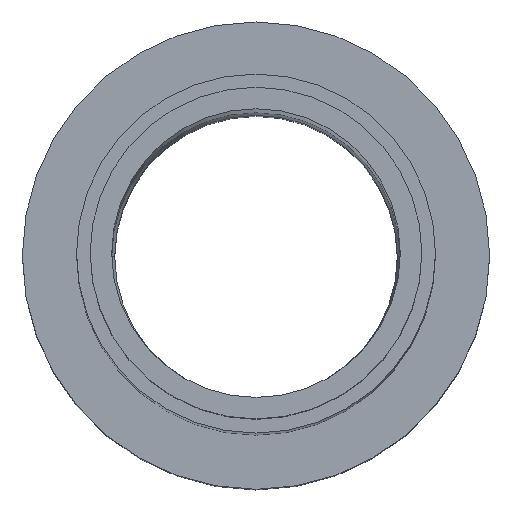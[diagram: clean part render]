
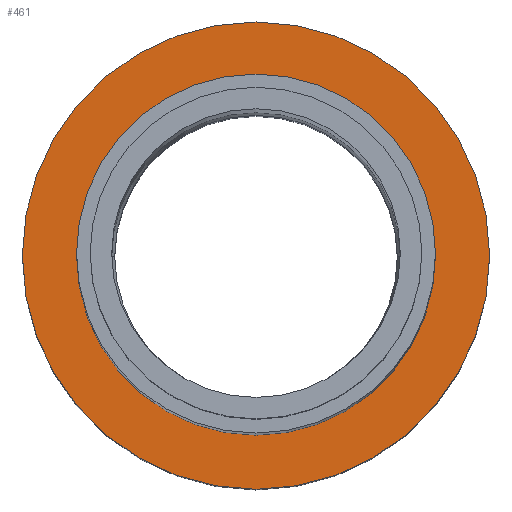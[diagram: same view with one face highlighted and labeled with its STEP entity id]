
A CAD part, top view. The second image highlights one B-rep face of the part: STEP entity #461.
In plain terms, the highlighted planar face has unit normal (0, 0, 1).
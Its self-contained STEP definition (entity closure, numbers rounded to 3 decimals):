
#24 = DIRECTION ( 'NONE',  ( 1., 0., 0. ) ) ;
#28 = EDGE_CURVE ( 'NONE', #597, #343, #575, .T. ) ;
#46 = VERTEX_POINT ( 'NONE', #311 ) ;
#72 = EDGE_CURVE ( 'NONE', #343, #597, #494, .T. ) ;
#81 = AXIS2_PLACEMENT_3D ( 'NONE', #349, #525, #109 ) ;
#101 = CIRCLE ( 'NONE', #81, 32.65 ) ;
#103 = ORIENTED_EDGE ( 'NONE', *, *, #72, .T. ) ;
#109 = DIRECTION ( 'NONE',  ( 1., 0., 0. ) ) ;
#114 = DIRECTION ( 'NONE',  ( 0., 0., 1. ) ) ;
#134 = EDGE_LOOP ( 'NONE', ( #103, #501 ) ) ;
#144 = AXIS2_PLACEMENT_3D ( 'NONE', #570, #154, #344 ) ;
#149 = CARTESIAN_POINT ( 'NONE',  ( 0., 0., -267.5 ) ) ;
#154 = DIRECTION ( 'NONE',  ( 0., 0., -1. ) ) ;
#160 = FACE_OUTER_BOUND ( 'NONE', #134, .T. ) ;
#194 = AXIS2_PLACEMENT_3D ( 'NONE', #149, #340, #517 ) ;
#196 = CIRCLE ( 'NONE', #194, 32.65 ) ;
#206 = VERTEX_POINT ( 'NONE', #464 ) ;
#239 = EDGE_LOOP ( 'NONE', ( #370, #560 ) ) ;
#265 = CARTESIAN_POINT ( 'NONE',  ( 0., 0., -267.5 ) ) ;
#309 = DIRECTION ( 'NONE',  ( 1., 0., 0. ) ) ;
#311 = CARTESIAN_POINT ( 'NONE',  ( -32.65, 0., -267.5 ) ) ;
#324 = EDGE_CURVE ( 'NONE', #206, #46, #196, .T. ) ;
#340 = DIRECTION ( 'NONE',  ( 0., 0., 1. ) ) ;
#343 = VERTEX_POINT ( 'NONE', #477 ) ;
#344 = DIRECTION ( 'NONE',  ( -1., 0., 0. ) ) ;
#349 = CARTESIAN_POINT ( 'NONE',  ( 0., 0., -267.5 ) ) ;
#350 = PLANE ( 'NONE',  #144 ) ;
#352 = CARTESIAN_POINT ( 'NONE',  ( -42.5, 0., -267.5 ) ) ;
#370 = ORIENTED_EDGE ( 'NONE', *, *, #324, .F. ) ;
#447 = DIRECTION ( 'NONE',  ( 0., 0., 1. ) ) ;
#461 = ADVANCED_FACE ( 'NONE', ( #576, #160 ), #350, .F. ) ;
#464 = CARTESIAN_POINT ( 'NONE',  ( 32.65, 0., -267.5 ) ) ;
#477 = CARTESIAN_POINT ( 'NONE',  ( 42.5, 0., -267.5 ) ) ;
#487 = AXIS2_PLACEMENT_3D ( 'NONE', #265, #447, #24 ) ;
#494 = CIRCLE ( 'NONE', #487, 42.5 ) ;
#501 = ORIENTED_EDGE ( 'NONE', *, *, #28, .T. ) ;
#512 = EDGE_CURVE ( 'NONE', #46, #206, #101, .T. ) ;
#517 = DIRECTION ( 'NONE',  ( 1., 0., 0. ) ) ;
#525 = DIRECTION ( 'NONE',  ( 0., 0., 1. ) ) ;
#530 = CARTESIAN_POINT ( 'NONE',  ( 0., 0., -267.5 ) ) ;
#560 = ORIENTED_EDGE ( 'NONE', *, *, #512, .F. ) ;
#561 = AXIS2_PLACEMENT_3D ( 'NONE', #530, #114, #309 ) ;
#570 = CARTESIAN_POINT ( 'NONE',  ( 0., 42.5, -267.5 ) ) ;
#575 = CIRCLE ( 'NONE', #561, 42.5 ) ;
#576 = FACE_BOUND ( 'NONE', #239, .T. ) ;
#597 = VERTEX_POINT ( 'NONE', #352 ) ;
